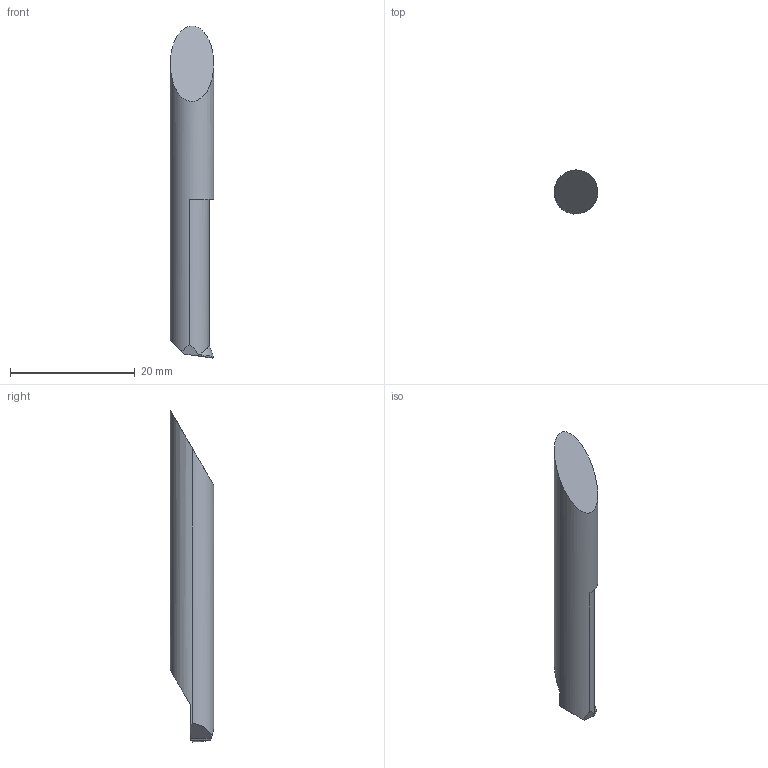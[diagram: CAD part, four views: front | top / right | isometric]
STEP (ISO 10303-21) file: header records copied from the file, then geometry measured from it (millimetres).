
FILE_DESCRIPTION(/* description */ (''),/* implementation_level */ '2;1');
FILE_NAME(/* name */ '1578035337079.stp',/* time_stamp */ '2020-01-03T12:39:11+05:00',/* author */ (''),/* organization */ ('SMS'),/* preprocessor_version */ 'ST-DEVELOPER v16.7',/* originating_system */ 'SIEMENS PLM Software NX 12.0',/* authorisation */ '');
FILE_SCHEMA (('AUTOMOTIVE_DESIGN { 1 0 10303 214 3 1 1 1 }'));
Length unit declared in the file: millimetre
Products named in the file (1): 202044651mod000_00
Bounding box: 7 x 7 x 53.26 mm (x, y, z)
Volume: 1543.4 mm3; surface area: 1071 mm2
Topology: 2 solids, 2 shells, 25 faces, 62 edges, 44 vertices
Faces by surface type: plane 12, cylinder 8, bspline 5
Entity records: 1061 total; most frequent: CARTESIAN_POINT 487, ORIENTED_EDGE 122, DIRECTION 85, EDGE_CURVE 61, VERTEX_POINT 40, AXIS2_PLACEMENT_3D 32, ADVANCED_FACE 25, FACE_OUTER_BOUND 25
